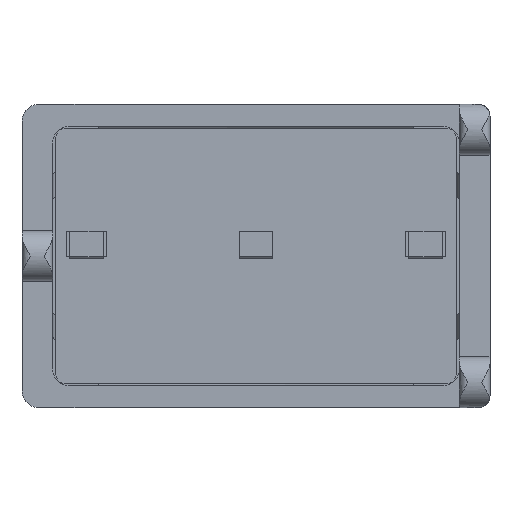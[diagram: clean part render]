
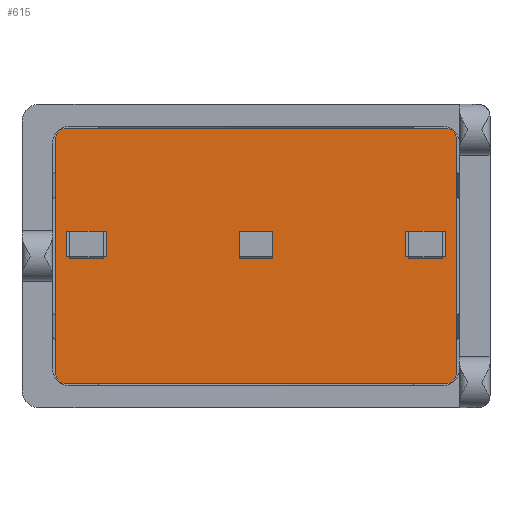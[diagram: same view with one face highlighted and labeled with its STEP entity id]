
A CAD part, front view. The second image highlights one B-rep face of the part: STEP entity #615.
In plain terms, the highlighted planar face has unit normal (0, -1, 0).
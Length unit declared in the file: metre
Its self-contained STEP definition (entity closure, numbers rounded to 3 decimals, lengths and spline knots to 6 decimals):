
#615 = ADVANCED_FACE( '', ( #2049, #2050, #2051, #2052 ), #2053, .T. );
#2049 = FACE_OUTER_BOUND( '', #3954, .T. );
#2050 = FACE_BOUND( '', #3955, .T. );
#2051 = FACE_BOUND( '', #3956, .T. );
#2052 = FACE_BOUND( '', #3957, .T. );
#2053 = PLANE( '', #3958 );
#3954 = EDGE_LOOP( '', ( #9434, #9435, #9436, #9437, #9438, #9439, #9440, #9441 ) );
#3955 = EDGE_LOOP( '', ( #9442, #9443, #9444, #9445 ) );
#3956 = EDGE_LOOP( '', ( #9446, #9447, #9448, #9449 ) );
#3957 = EDGE_LOOP( '', ( #9450, #9451, #9452, #9453 ) );
#3958 = AXIS2_PLACEMENT_3D( '', #9454, #9455, #9456 );
#9434 = ORIENTED_EDGE( '', *, *, #13637, .T. );
#9435 = ORIENTED_EDGE( '', *, *, #13638, .T. );
#9436 = ORIENTED_EDGE( '', *, *, #13493, .T. );
#9437 = ORIENTED_EDGE( '', *, *, #12636, .T. );
#9438 = ORIENTED_EDGE( '', *, *, #13277, .T. );
#9439 = ORIENTED_EDGE( '', *, *, #12357, .T. );
#9440 = ORIENTED_EDGE( '', *, *, #12794, .T. );
#9441 = ORIENTED_EDGE( '', *, *, #12154, .T. );
#9442 = ORIENTED_EDGE( '', *, *, #12923, .F. );
#9443 = ORIENTED_EDGE( '', *, *, #13639, .F. );
#9444 = ORIENTED_EDGE( '', *, *, #11777, .T. );
#9445 = ORIENTED_EDGE( '', *, *, #12915, .T. );
#9446 = ORIENTED_EDGE( '', *, *, #12889, .F. );
#9447 = ORIENTED_EDGE( '', *, *, #13640, .T. );
#9448 = ORIENTED_EDGE( '', *, *, #12885, .T. );
#9449 = ORIENTED_EDGE( '', *, *, #12887, .F. );
#9450 = ORIENTED_EDGE( '', *, *, #13483, .F. );
#9451 = ORIENTED_EDGE( '', *, *, #11630, .T. );
#9452 = ORIENTED_EDGE( '', *, *, #13570, .T. );
#9453 = ORIENTED_EDGE( '', *, *, #11819, .F. );
#9454 = CARTESIAN_POINT( '', ( 0., 0.000432, 0. ) );
#9455 = DIRECTION( '', ( 0., -1., 0. ) );
#9456 = DIRECTION( '', ( 0., 0., -1. ) );
#11630 = EDGE_CURVE( '', #14008, #14017, #14019, .T. );
#11777 = EDGE_CURVE( '', #14303, #14308, #14310, .T. );
#11819 = EDGE_CURVE( '', #14389, #14384, #14391, .T. );
#12154 = EDGE_CURVE( '', #14995, #14996, #14997, .T. );
#12357 = EDGE_CURVE( '', #15375, #15376, #15377, .T. );
#12636 = EDGE_CURVE( '', #15865, #15866, #15867, .T. );
#12794 = EDGE_CURVE( '', #15376, #14995, #16137, .T. );
#12885 = EDGE_CURVE( '', #16280, #16282, #16284, .T. );
#12887 = EDGE_CURVE( '', #16285, #16282, #16287, .T. );
#12889 = EDGE_CURVE( '', #16288, #16285, #16290, .T. );
#12915 = EDGE_CURVE( '', #14308, #16334, #16336, .T. );
#12923 = EDGE_CURVE( '', #16348, #16334, #16350, .T. );
#13277 = EDGE_CURVE( '', #15866, #15375, #16908, .T. );
#13483 = EDGE_CURVE( '', #14008, #14389, #17214, .T. );
#13493 = EDGE_CURVE( '', #17226, #15865, #17227, .T. );
#13570 = EDGE_CURVE( '', #14017, #14384, #17337, .T. );
#13637 = EDGE_CURVE( '', #14996, #17428, #17429, .T. );
#13638 = EDGE_CURVE( '', #17428, #17226, #17430, .T. );
#13639 = EDGE_CURVE( '', #14303, #16348, #17431, .T. );
#13640 = EDGE_CURVE( '', #16288, #16280, #17432, .T. );
#14008 = VERTEX_POINT( '', #18011 );
#14017 = VERTEX_POINT( '', #18023 );
#14019 = LINE( '', #18025, #18026 );
#14303 = VERTEX_POINT( '', #18486 );
#14308 = VERTEX_POINT( '', #18495 );
#14310 = LINE( '', #18500, #18501 );
#14384 = VERTEX_POINT( '', #18627 );
#14389 = VERTEX_POINT( '', #18636 );
#14391 = LINE( '', #18641, #18642 );
#14995 = VERTEX_POINT( '', #19773 );
#14996 = VERTEX_POINT( '', #19774 );
#14997 = CIRCLE( '', #19775, 0.000127 );
#15375 = VERTEX_POINT( '', #20357 );
#15376 = VERTEX_POINT( '', #20358 );
#15377 = CIRCLE( '', #20359, 0.000127 );
#15865 = VERTEX_POINT( '', #21112 );
#15866 = VERTEX_POINT( '', #21113 );
#15867 = CIRCLE( '', #21114, 0.000127 );
#16137 = LINE( '', #21530, #21531 );
#16280 = VERTEX_POINT( '', #21814 );
#16282 = VERTEX_POINT( '', #21816 );
#16284 = LINE( '', #21818, #21819 );
#16285 = VERTEX_POINT( '', #21820 );
#16287 = LINE( '', #21822, #21823 );
#16288 = VERTEX_POINT( '', #21824 );
#16290 = LINE( '', #21826, #21827 );
#16334 = VERTEX_POINT( '', #21891 );
#16336 = LINE( '', #21893, #21894 );
#16348 = VERTEX_POINT( '', #21912 );
#16350 = LINE( '', #21914, #21915 );
#16908 = LINE( '', #22857, #22858 );
#17214 = LINE( '', #23363, #23364 );
#17226 = VERTEX_POINT( '', #23385 );
#17227 = LINE( '', #23386, #23387 );
#17337 = LINE( '', #23571, #23572 );
#17428 = VERTEX_POINT( '', #23727 );
#17429 = LINE( '', #23728, #23729 );
#17430 = CIRCLE( '', #23730, 0.000127 );
#17431 = LINE( '', #23731, #23732 );
#17432 = LINE( '', #23733, #23734 );
#18011 = CARTESIAN_POINT( '', ( 0.002794, 0.000432, 0.000363 ) );
#18023 = CARTESIAN_POINT( '', ( 0.002794, 0.000432, -0.000038 ) );
#18025 = CARTESIAN_POINT( '', ( 0.002794, 0.000432, 0.000363 ) );
#18026 = VECTOR( '', #24308, 1. );
#18486 = CARTESIAN_POINT( '', ( -0.002282, 0.000432, 0.000363 ) );
#18495 = CARTESIAN_POINT( '', ( -0.002282, 0.000432, -0.000038 ) );
#18500 = CARTESIAN_POINT( '', ( -0.002282, 0.000432, 0.000363 ) );
#18501 = VECTOR( '', #24466, 1. );
#18627 = CARTESIAN_POINT( '', ( 0.002282, 0.000432, -0.000038 ) );
#18636 = CARTESIAN_POINT( '', ( 0.002282, 0.000432, 0.000363 ) );
#18641 = CARTESIAN_POINT( '', ( 0.002282, 0.000432, 0.000363 ) );
#18642 = VECTOR( '', #24505, 1. );
#19773 = CARTESIAN_POINT( '', ( -0.002997, 0.000432, -0.001778 ) );
#19774 = CARTESIAN_POINT( '', ( -0.00287, 0.000432, -0.001905 ) );
#19775 = AXIS2_PLACEMENT_3D( '', #24841, #24842, #24843 );
#20357 = CARTESIAN_POINT( '', ( -0.00287, 0.000432, 0.001905 ) );
#20358 = CARTESIAN_POINT( '', ( -0.002997, 0.000432, 0.001778 ) );
#20359 = AXIS2_PLACEMENT_3D( '', #25076, #25077, #25078 );
#21112 = CARTESIAN_POINT( '', ( 0.002997, 0.000432, 0.001778 ) );
#21113 = CARTESIAN_POINT( '', ( 0.00287, 0.000432, 0.001905 ) );
#21114 = AXIS2_PLACEMENT_3D( '', #25383, #25384, #25385 );
#21530 = CARTESIAN_POINT( '', ( -0.002997, 0.000432, 0.001778 ) );
#21531 = VECTOR( '', #25565, 1. );
#21814 = CARTESIAN_POINT( '', ( 0.000254, 0.000432, -0.000038 ) );
#21816 = CARTESIAN_POINT( '', ( -0.000254, 0.000432, -0.000038 ) );
#21818 = CARTESIAN_POINT( '', ( 0.000254, 0.000432, -0.000038 ) );
#21819 = VECTOR( '', #25672, 1. );
#21820 = CARTESIAN_POINT( '', ( -0.000254, 0.000432, 0.000363 ) );
#21822 = CARTESIAN_POINT( '', ( -0.000254, 0.000432, 0.000363 ) );
#21823 = VECTOR( '', #25676, 1. );
#21824 = CARTESIAN_POINT( '', ( 0.000254, 0.000432, 0.000363 ) );
#21826 = CARTESIAN_POINT( '', ( 0.000254, 0.000432, 0.000363 ) );
#21827 = VECTOR( '', #25680, 1. );
#21891 = CARTESIAN_POINT( '', ( -0.002794, 0.000432, -0.000038 ) );
#21893 = CARTESIAN_POINT( '', ( -0.002282, 0.000432, -0.000038 ) );
#21894 = VECTOR( '', #25716, 1. );
#21912 = CARTESIAN_POINT( '', ( -0.002794, 0.000432, 0.000363 ) );
#21914 = CARTESIAN_POINT( '', ( -0.002794, 0.000432, 0.000363 ) );
#21915 = VECTOR( '', #25726, 1. );
#22857 = CARTESIAN_POINT( '', ( 0.00287, 0.000432, 0.001905 ) );
#22858 = VECTOR( '', #26088, 1. );
#23363 = CARTESIAN_POINT( '', ( 0.002794, 0.000432, 0.000363 ) );
#23364 = VECTOR( '', #26306, 1. );
#23385 = CARTESIAN_POINT( '', ( 0.002997, 0.000432, -0.001778 ) );
#23386 = CARTESIAN_POINT( '', ( 0.002997, 0.000432, -0.001778 ) );
#23387 = VECTOR( '', #26316, 1. );
#23571 = CARTESIAN_POINT( '', ( 0.002794, 0.000432, -0.000038 ) );
#23572 = VECTOR( '', #26397, 1. );
#23727 = CARTESIAN_POINT( '', ( 0.00287, 0.000432, -0.001905 ) );
#23728 = CARTESIAN_POINT( '', ( -0.00287, 0.000432, -0.001905 ) );
#23729 = VECTOR( '', #26468, 1. );
#23730 = AXIS2_PLACEMENT_3D( '', #26469, #26470, #26471 );
#23731 = CARTESIAN_POINT( '', ( -0.002282, 0.000432, 0.000363 ) );
#23732 = VECTOR( '', #26472, 1. );
#23733 = CARTESIAN_POINT( '', ( 0.000254, 0.000432, 0.000363 ) );
#23734 = VECTOR( '', #26473, 1. );
#24308 = DIRECTION( '', ( 0., 0., -1. ) );
#24466 = DIRECTION( '', ( 0., 0., -1. ) );
#24505 = DIRECTION( '', ( 0., 0., -1. ) );
#24841 = CARTESIAN_POINT( '', ( -0.00287, 0.000432, -0.001778 ) );
#24842 = DIRECTION( '', ( 0., -1., 0. ) );
#24843 = DIRECTION( '', ( -1., 0., 0. ) );
#25076 = CARTESIAN_POINT( '', ( -0.00287, 0.000432, 0.001778 ) );
#25077 = DIRECTION( '', ( 0., -1., 0. ) );
#25078 = DIRECTION( '', ( 0., 0., 1. ) );
#25383 = CARTESIAN_POINT( '', ( 0.00287, 0.000432, 0.001778 ) );
#25384 = DIRECTION( '', ( 0., -1., 0. ) );
#25385 = DIRECTION( '', ( 1., 0., 0. ) );
#25565 = DIRECTION( '', ( 0., 0., -1. ) );
#25672 = DIRECTION( '', ( -1., 0., 0. ) );
#25676 = DIRECTION( '', ( 0., 0., -1. ) );
#25680 = DIRECTION( '', ( -1., 0., 0. ) );
#25716 = DIRECTION( '', ( -1., 0., 0. ) );
#25726 = DIRECTION( '', ( 0., 0., -1. ) );
#26088 = DIRECTION( '', ( -1., 0., 0. ) );
#26306 = DIRECTION( '', ( -1., 0., 0. ) );
#26316 = DIRECTION( '', ( 0., 0., 1. ) );
#26397 = DIRECTION( '', ( -1., 0., 0. ) );
#26468 = DIRECTION( '', ( 1., 0., 0. ) );
#26469 = CARTESIAN_POINT( '', ( 0.00287, 0.000432, -0.001778 ) );
#26470 = DIRECTION( '', ( 0., -1., 0. ) );
#26471 = DIRECTION( '', ( 0., 0., -1. ) );
#26472 = DIRECTION( '', ( -1., 0., 0. ) );
#26473 = DIRECTION( '', ( 0., 0., -1. ) );
